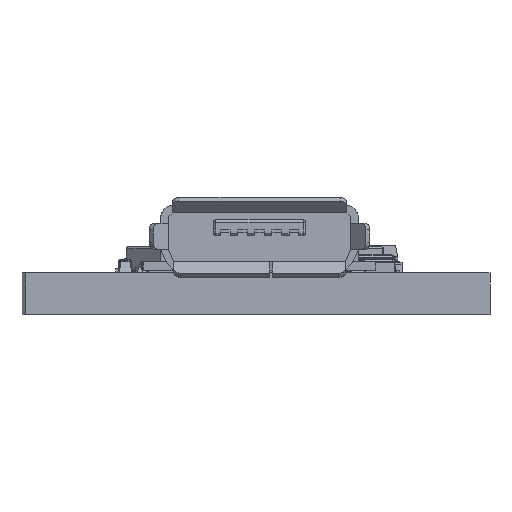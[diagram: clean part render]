
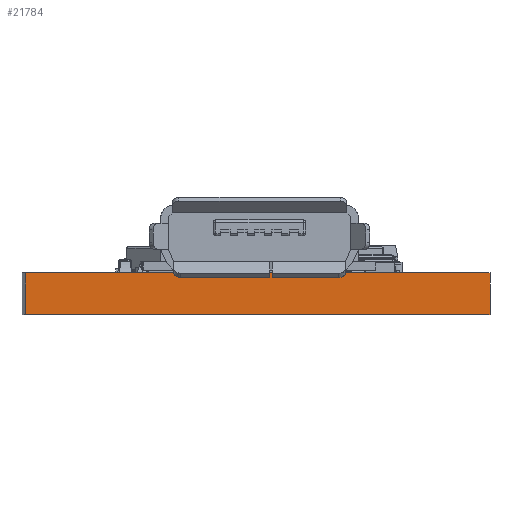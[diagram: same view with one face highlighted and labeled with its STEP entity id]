
A CAD part, front view. The second image highlights one B-rep face of the part: STEP entity #21784.
In plain terms, the highlighted face is planar.
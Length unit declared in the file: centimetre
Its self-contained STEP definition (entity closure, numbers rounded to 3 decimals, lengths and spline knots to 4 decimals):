
#609=LINE('',#31741,#3046);
#610=LINE('',#31744,#3047);
#611=LINE('',#31746,#3048);
#612=LINE('',#31747,#3049);
#3046=VECTOR('',#25417,1.);
#3047=VECTOR('',#25420,1.);
#3048=VECTOR('',#25421,1.);
#3049=VECTOR('',#25422,1.);
#5479=PLANE('',#23335);
#6630=FACE_OUTER_BOUND('',#8033,.T.);
#8033=EDGE_LOOP('',(#15263,#15264,#15265,#15266));
#10076=VERTEX_POINT('',#31737);
#10077=VERTEX_POINT('',#31739);
#10078=VERTEX_POINT('',#31743);
#10079=VERTEX_POINT('',#31745);
#12115=EDGE_CURVE('',#10076,#10077,#609,.T.);
#12116=EDGE_CURVE('',#10078,#10076,#610,.T.);
#12117=EDGE_CURVE('',#10079,#10077,#611,.T.);
#12118=EDGE_CURVE('',#10078,#10079,#612,.T.);
#15263=ORIENTED_EDGE('',*,*,#12116,.T.);
#15264=ORIENTED_EDGE('',*,*,#12115,.T.);
#15265=ORIENTED_EDGE('',*,*,#12117,.F.);
#15266=ORIENTED_EDGE('',*,*,#12118,.F.);
#21784=ADVANCED_FACE('',(#6630),#5479,.T.);
#23335=AXIS2_PLACEMENT_3D('',#31742,#25418,#25419);
#25417=DIRECTION('',(0.,0.,1.));
#25418=DIRECTION('center_axis',(0.,-1.,0.));
#25419=DIRECTION('ref_axis',(1.,0.,0.));
#25420=DIRECTION('',(1.,0.,0.));
#25421=DIRECTION('',(1.,0.,0.));
#25422=DIRECTION('',(0.,0.,1.));
#31737=CARTESIAN_POINT('',(1.778,0.,-0.01));
#31739=CARTESIAN_POINT('',(1.778,0.,0.15));
#31741=CARTESIAN_POINT('',(1.778,0.,-0.01));
#31742=CARTESIAN_POINT('Origin',(0.,0.,-0.01));
#31743=CARTESIAN_POINT('',(0.,0.,-0.01));
#31744=CARTESIAN_POINT('',(0.,0.,-0.01));
#31745=CARTESIAN_POINT('',(0.,0.,0.15));
#31746=CARTESIAN_POINT('',(0.,0.,0.15));
#31747=CARTESIAN_POINT('',(0.,0.,-0.01));
